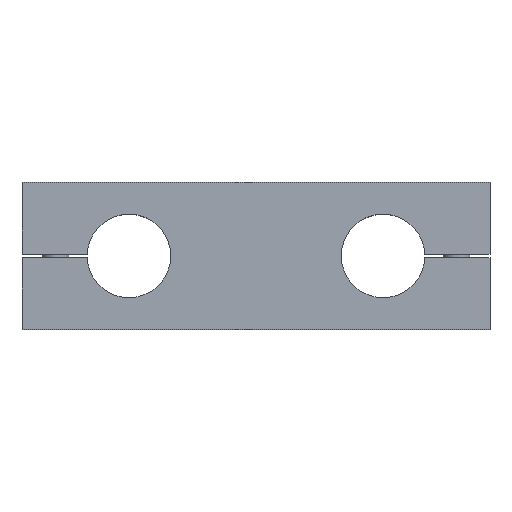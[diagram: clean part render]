
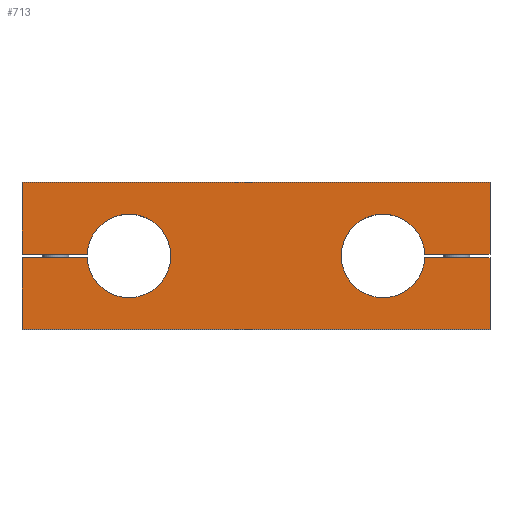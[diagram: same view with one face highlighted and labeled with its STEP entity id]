
A CAD part, top view. The second image highlights one B-rep face of the part: STEP entity #713.
In plain terms, the highlighted planar face has unit normal (0, 0, 1).
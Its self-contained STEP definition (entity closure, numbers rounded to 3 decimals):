
#65=PLANE('',#837);
#104=FACE_OUTER_BOUND('',#155,.T.);
#155=EDGE_LOOP('',(#594,#595,#596,#597,#598,#599,#600,#601,#602,#603,#604,
#605));
#193=LINE('',#1169,#251);
#196=LINE('',#1174,#254);
#199=LINE('',#1182,#257);
#201=LINE('',#1186,#259);
#203=LINE('',#1190,#261);
#205=LINE('',#1194,#263);
#207=LINE('',#1198,#265);
#210=LINE('',#1206,#268);
#212=LINE('',#1210,#270);
#214=LINE('',#1213,#272);
#251=VECTOR('',#957,10.);
#254=VECTOR('',#962,10.);
#257=VECTOR('',#971,10.);
#259=VECTOR('',#975,10.);
#261=VECTOR('',#979,10.);
#263=VECTOR('',#983,10.);
#265=VECTOR('',#987,10.);
#268=VECTOR('',#996,10.);
#270=VECTOR('',#1000,10.);
#272=VECTOR('',#1004,10.);
#307=CIRCLE('',#826,25.);
#308=CIRCLE('',#833,25.);
#349=VERTEX_POINT('',#1167);
#350=VERTEX_POINT('',#1168);
#351=VERTEX_POINT('',#1173);
#352=VERTEX_POINT('',#1177);
#353=VERTEX_POINT('',#1181);
#354=VERTEX_POINT('',#1185);
#355=VERTEX_POINT('',#1189);
#356=VERTEX_POINT('',#1193);
#357=VERTEX_POINT('',#1197);
#358=VERTEX_POINT('',#1201);
#359=VERTEX_POINT('',#1205);
#360=VERTEX_POINT('',#1209);
#423=EDGE_CURVE('',#349,#350,#193,.T.);
#426=EDGE_CURVE('',#350,#351,#196,.T.);
#428=EDGE_CURVE('',#351,#352,#307,.T.);
#430=EDGE_CURVE('',#352,#353,#199,.T.);
#432=EDGE_CURVE('',#353,#354,#201,.T.);
#434=EDGE_CURVE('',#354,#355,#203,.T.);
#436=EDGE_CURVE('',#355,#356,#205,.T.);
#438=EDGE_CURVE('',#356,#357,#207,.T.);
#440=EDGE_CURVE('',#357,#358,#308,.T.);
#442=EDGE_CURVE('',#358,#359,#210,.T.);
#444=EDGE_CURVE('',#359,#360,#212,.T.);
#446=EDGE_CURVE('',#360,#349,#214,.T.);
#594=ORIENTED_EDGE('',*,*,#423,.F.);
#595=ORIENTED_EDGE('',*,*,#446,.F.);
#596=ORIENTED_EDGE('',*,*,#444,.F.);
#597=ORIENTED_EDGE('',*,*,#442,.F.);
#598=ORIENTED_EDGE('',*,*,#440,.F.);
#599=ORIENTED_EDGE('',*,*,#438,.F.);
#600=ORIENTED_EDGE('',*,*,#436,.F.);
#601=ORIENTED_EDGE('',*,*,#434,.F.);
#602=ORIENTED_EDGE('',*,*,#432,.F.);
#603=ORIENTED_EDGE('',*,*,#430,.F.);
#604=ORIENTED_EDGE('',*,*,#428,.F.);
#605=ORIENTED_EDGE('',*,*,#426,.F.);
#713=ADVANCED_FACE('',(#104),#65,.T.);
#826=AXIS2_PLACEMENT_3D('',#1178,#966,#967);
#833=AXIS2_PLACEMENT_3D('',#1202,#991,#992);
#837=AXIS2_PLACEMENT_3D('',#1214,#1005,#1006);
#957=DIRECTION('',(0.,-1.,0.));
#962=DIRECTION('',(-1.,0.,0.));
#966=DIRECTION('center_axis',(0.,0.,1.));
#967=DIRECTION('ref_axis',(0.999,0.04,0.));
#971=DIRECTION('',(1.,0.,0.));
#975=DIRECTION('',(0.,-1.,0.));
#979=DIRECTION('',(-1.,0.,0.));
#983=DIRECTION('',(0.,1.,0.));
#987=DIRECTION('',(1.,0.,0.));
#991=DIRECTION('center_axis',(0.,0.,1.));
#992=DIRECTION('ref_axis',(-0.999,-0.04,0.));
#996=DIRECTION('',(-1.,0.,0.));
#1000=DIRECTION('',(0.,1.,0.));
#1004=DIRECTION('',(1.,0.,0.));
#1005=DIRECTION('center_axis',(0.,0.,1.));
#1006=DIRECTION('ref_axis',(1.,0.,0.));
#1167=CARTESIAN_POINT('',(140.,44.,15.));
#1168=CARTESIAN_POINT('',(140.,1.,15.));
#1169=CARTESIAN_POINT('',(140.,44.,15.));
#1173=CARTESIAN_POINT('',(100.98,1.,15.));
#1174=CARTESIAN_POINT('',(140.,1.,15.));
#1177=CARTESIAN_POINT('',(100.98,-1.,15.));
#1178=CARTESIAN_POINT('Origin',(76.,0.,15.));
#1181=CARTESIAN_POINT('',(140.,-1.,15.));
#1182=CARTESIAN_POINT('',(100.98,-1.,15.));
#1185=CARTESIAN_POINT('',(140.,-44.,15.));
#1186=CARTESIAN_POINT('',(140.,-1.,15.));
#1189=CARTESIAN_POINT('',(-140.,-44.,15.));
#1190=CARTESIAN_POINT('',(140.,-44.,15.));
#1193=CARTESIAN_POINT('',(-140.,-1.,15.));
#1194=CARTESIAN_POINT('',(-140.,-44.,15.));
#1197=CARTESIAN_POINT('',(-100.98,-1.,15.));
#1198=CARTESIAN_POINT('',(-140.,-1.,15.));
#1201=CARTESIAN_POINT('',(-100.98,1.,15.));
#1202=CARTESIAN_POINT('Origin',(-76.,0.,15.));
#1205=CARTESIAN_POINT('',(-140.,1.,15.));
#1206=CARTESIAN_POINT('',(-100.98,1.,15.));
#1209=CARTESIAN_POINT('',(-140.,44.,15.));
#1210=CARTESIAN_POINT('',(-140.,1.,15.));
#1213=CARTESIAN_POINT('',(-140.,44.,15.));
#1214=CARTESIAN_POINT('Origin',(0.,0.,
15.));
